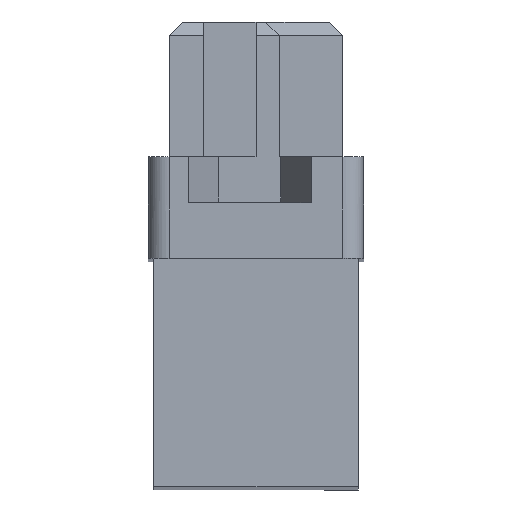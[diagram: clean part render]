
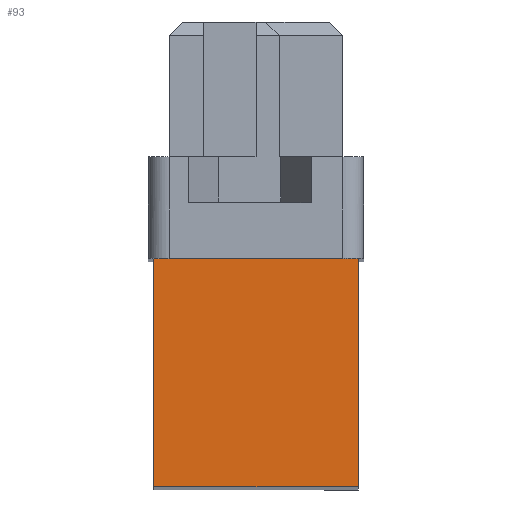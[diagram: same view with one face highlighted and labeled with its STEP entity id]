
A CAD part, top view. The second image highlights one B-rep face of the part: STEP entity #93.
In plain terms, the highlighted free-form (B-spline) face has degree [1, 1] with [2, 2] control points.
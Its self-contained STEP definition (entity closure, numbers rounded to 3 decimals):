
#93=ADVANCED_FACE('F31',(#220),#221,.F.);
#220=FACE_OUTER_BOUND('',#607,.T.);
#221=B_SPLINE_SURFACE_WITH_KNOTS('',1,1,((#608,#609),(#610,#611)),.UNSPECIFIED.,.F.,.F.,.F.,(2,2),(2,2),(0.0,1.0),(0.048,0.952),.UNSPECIFIED.);
#607=EDGE_LOOP('',(#1033,#1034,#1035,#1036));
#608=CARTESIAN_POINT('',(-4.976,0.,41.975));
#609=CARTESIAN_POINT('',(4.976,0.,41.975));
#610=CARTESIAN_POINT('',(-4.976,11.1,41.975));
#611=CARTESIAN_POINT('',(4.976,11.1,41.975));
#1033=ORIENTED_EDGE('',*,*,#1436,.F.);
#1034=ORIENTED_EDGE('',*,*,#1437,.F.);
#1035=ORIENTED_EDGE('',*,*,#1438,.F.);
#1036=ORIENTED_EDGE('',*,*,#1439,.F.);
#1436=EDGE_CURVE('E98',#1738,#1739,#1740,.T.);
#1437=EDGE_CURVE('E95',#1741,#1738,#1742,.T.);
#1438=EDGE_CURVE('E25',#1743,#1741,#1744,.T.);
#1439=EDGE_CURVE('E84',#1739,#1743,#1745,.T.);
#1738=VERTEX_POINT('V72',#2352);
#1739=VERTEX_POINT('V66',#2353);
#1740=B_SPLINE_CURVE_WITH_KNOTS('',1,(#2354,#2355),.UNSPECIFIED.,.F.,.F.,(2,2),(0.066,1.306),.UNSPECIFIED.);
#1741=VERTEX_POINT('V24',#2356);
#1742=B_SPLINE_CURVE_WITH_KNOTS('',1,(#2357,#2358),.UNSPECIFIED.,.F.,.F.,(2,2),(0.0,1.0),.UNSPECIFIED.);
#1743=VERTEX_POINT('V23',#2359);
#1744=B_SPLINE_CURVE_WITH_KNOTS('',1,(#2360,#2361),.UNSPECIFIED.,.F.,.F.,(2,2),(0.048,0.952),.UNSPECIFIED.);
#1745=B_SPLINE_CURVE_WITH_KNOTS('',1,(#2362,#2363),.UNSPECIFIED.,.F.,.F.,(2,2),(0.0,1.0),.UNSPECIFIED.);
#2352=CARTESIAN_POINT('',(4.975,0.,41.975));
#2353=CARTESIAN_POINT('',(-4.975,0.,41.975));
#2354=CARTESIAN_POINT('',(4.975,0.0,41.975));
#2355=CARTESIAN_POINT('',(-4.975,0.0,41.975));
#2356=CARTESIAN_POINT('',(4.975,11.1,41.975));
#2357=CARTESIAN_POINT('',(4.975,11.1,41.975));
#2358=CARTESIAN_POINT('',(4.975,0.,41.975));
#2359=CARTESIAN_POINT('',(-4.975,11.1,41.975));
#2360=CARTESIAN_POINT('',(-4.975,11.1,41.975));
#2361=CARTESIAN_POINT('',(4.975,11.1,41.975));
#2362=CARTESIAN_POINT('',(-4.975,0.,41.975));
#2363=CARTESIAN_POINT('',(-4.975,11.1,41.975));
